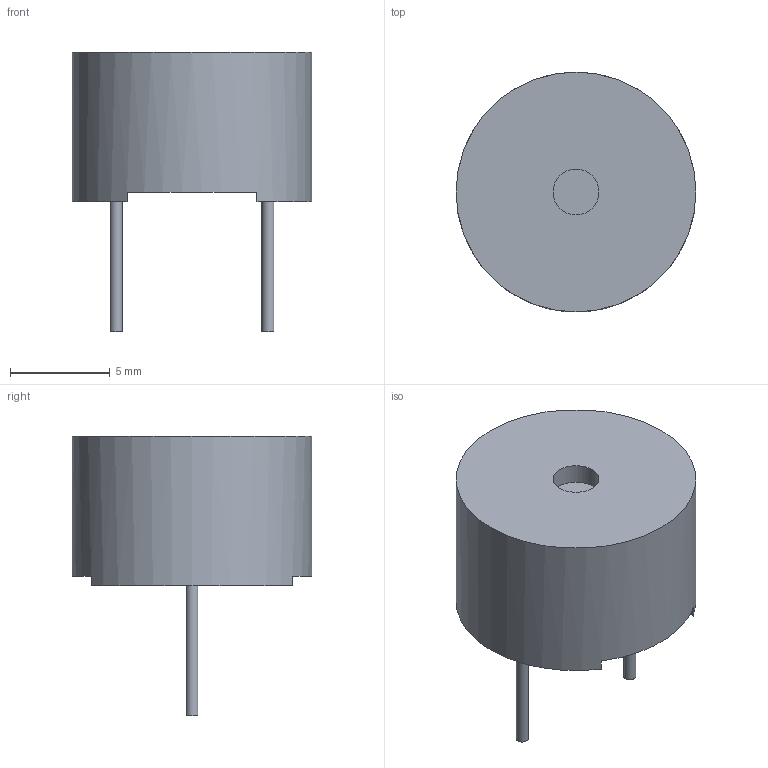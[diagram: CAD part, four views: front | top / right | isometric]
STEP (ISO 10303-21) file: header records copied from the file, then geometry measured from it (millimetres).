
FILE_DESCRIPTION(/* description */ ('Alibre Inc.'),/* implementation_level */ '2;1');
FILE_NAME(/* name */ 'export0',/* time_stamp */ '2018-08-04T10:47:15-05:00',/* author */ (''),/* organization */ (''),/* preprocessor_version */ 'ST-DEVELOPER v17',/* originating_system */ 'Alibre',/* authorisation */ '');
FILE_SCHEMA (('CONFIG_CONTROL_DESIGN'));
Length unit declared in the file: centimetre
Products named in the file (1): ID_1
Bounding box: 12 x 12 x 14 mm (x, y, z)
Volume: 794.4 mm3; surface area: 547.4 mm2
Topology: 1 solids, 1 shells, 17 faces, 36 edges, 24 vertices
Faces by surface type: plane 11, cylinder 6
Full cylindrical faces by diameter (mm): 0.6 x2, 2.3 x1, 12 x1
Entity records: 470 total; most frequent: ORIENTED_EDGE 62, CARTESIAN_POINT 62, DIRECTION 56, EDGE_CURVE 31, AXIS2_PLACEMENT_3D 25, EDGE_LOOP 24, FACE_BOUND 24, VERTEX_POINT 23
